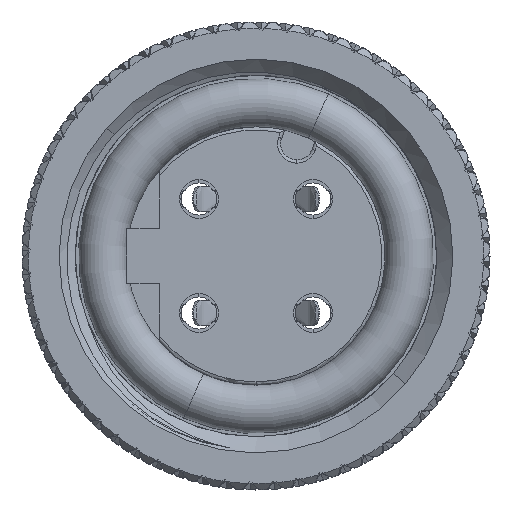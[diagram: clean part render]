
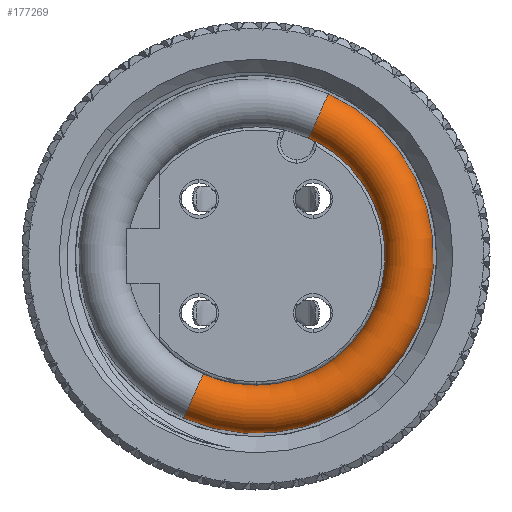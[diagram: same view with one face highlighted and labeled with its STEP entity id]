
A CAD part, left-side view. The second image highlights one B-rep face of the part: STEP entity #177269.
In plain terms, the highlighted toroidal (fillet/blend) face has major radius 4.75 mm and minor radius 0.75 mm.
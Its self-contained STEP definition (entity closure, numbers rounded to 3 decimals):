
#18269 = CARTESIAN_POINT ( 'NONE',  ( 0., 0., 5.5 ) ) ;
#24713 = CARTESIAN_POINT ( 'NONE',  ( 0., 0., 0. ) ) ;
#30330 = ORIENTED_EDGE ( 'NONE', *, *, #303404, .T. ) ;
#37082 = DIRECTION ( 'NONE',  ( 0., -1., 0. ) ) ;
#41879 = DIRECTION ( 'NONE',  ( 0., 0., -1. ) ) ;
#45098 = FACE_OUTER_BOUND ( 'NONE', #400234, .T. ) ;
#48415 = CARTESIAN_POINT ( 'NONE',  ( 0., 0., -4.75 ) ) ;
#58403 = DIRECTION ( 'NONE',  ( 0., -1., 0. ) ) ;
#62025 = AXIS2_PLACEMENT_3D ( 'NONE', #105688, #37082, #41879 ) ;
#62198 = ORIENTED_EDGE ( 'NONE', *, *, #461127, .F. ) ;
#77467 = CIRCLE ( 'NONE', #459997, 5.5 ) ;
#91420 = DIRECTION ( 'NONE',  ( -1., 0., 0. ) ) ;
#105688 = CARTESIAN_POINT ( 'NONE',  ( 0., 0., 4.75 ) ) ;
#113178 = EDGE_CURVE ( 'NONE', #410287, #277964, #77467, .T. ) ;
#159853 = CARTESIAN_POINT ( 'NONE',  ( 0., 0., 4. ) ) ;
#171158 = CIRCLE ( 'NONE', #62025, 0.75 ) ;
#177269 = ADVANCED_FACE ( 'NONE', ( #45098 ), #183725, .T. ) ;
#183725 = TOROIDAL_SURFACE ( 'NONE', #324391, 4.75, 0.75 ) ;
#197274 = CIRCLE ( 'NONE', #321857, 4. ) ;
#197518 = DIRECTION ( 'NONE',  ( 0., 0., 1. ) ) ;
#233502 = ORIENTED_EDGE ( 'NONE', *, *, #316850, .F. ) ;
#242057 = CIRCLE ( 'NONE', #265420, 0.75 ) ;
#255658 = CARTESIAN_POINT ( 'NONE',  ( 0., 0., -4. ) ) ;
#256811 = VERTEX_POINT ( 'NONE', #159853 ) ;
#265420 = AXIS2_PLACEMENT_3D ( 'NONE', #48415, #454313, #197518 ) ;
#276632 = DIRECTION ( 'NONE',  ( -1., 0., 0. ) ) ;
#277964 = VERTEX_POINT ( 'NONE', #18269 ) ;
#303404 = EDGE_CURVE ( 'NONE', #277964, #256811, #171158, .T. ) ;
#311433 = CARTESIAN_POINT ( 'NONE',  ( 0., 0., 0. ) ) ;
#316245 = DIRECTION ( 'NONE',  ( 0., 0., 1. ) ) ;
#316850 = EDGE_CURVE ( 'NONE', #410287, #473539, #242057, .T. ) ;
#321857 = AXIS2_PLACEMENT_3D ( 'NONE', #24713, #276632, #425782 ) ;
#324391 = AXIS2_PLACEMENT_3D ( 'NONE', #311433, #91420, #316245 ) ;
#398295 = ORIENTED_EDGE ( 'NONE', *, *, #113178, .T. ) ;
#400234 = EDGE_LOOP ( 'NONE', ( #233502, #398295, #30330, #62198 ) ) ;
#400610 = CARTESIAN_POINT ( 'NONE',  ( 0., 0., 0. ) ) ;
#403020 = DIRECTION ( 'NONE',  ( -1., 0., 0. ) ) ;
#410287 = VERTEX_POINT ( 'NONE', #450301 ) ;
#425782 = DIRECTION ( 'NONE',  ( 0., -1., 0. ) ) ;
#450301 = CARTESIAN_POINT ( 'NONE',  ( 0., 0., -5.5 ) ) ;
#454313 = DIRECTION ( 'NONE',  ( 0., 1., 0. ) ) ;
#459997 = AXIS2_PLACEMENT_3D ( 'NONE', #400610, #403020, #58403 ) ;
#461127 = EDGE_CURVE ( 'NONE', #473539, #256811, #197274, .T. ) ;
#473539 = VERTEX_POINT ( 'NONE', #255658 ) ;
